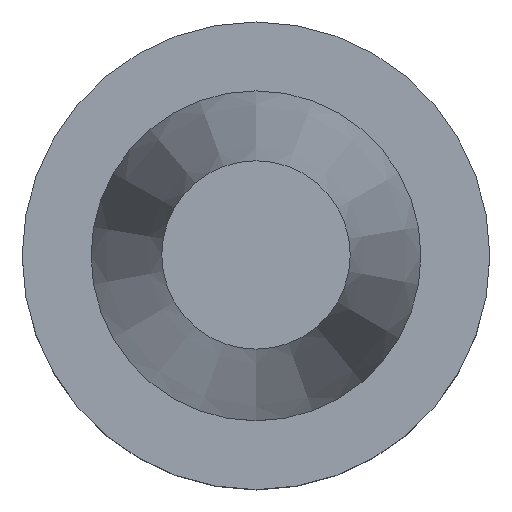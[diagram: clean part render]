
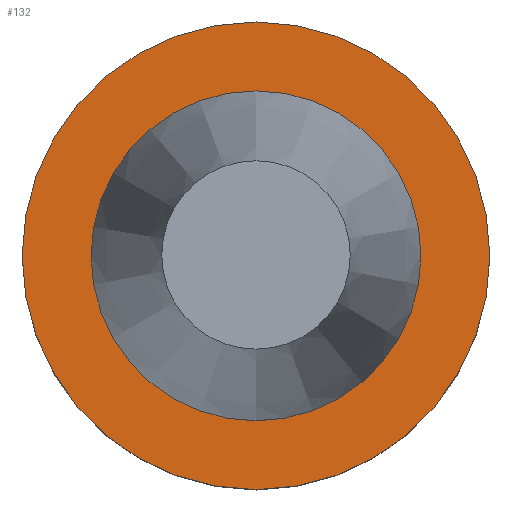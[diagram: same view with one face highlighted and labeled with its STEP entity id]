
A CAD part, top view. The second image highlights one B-rep face of the part: STEP entity #132.
In plain terms, the highlighted planar face has unit normal (0, 0, 1).
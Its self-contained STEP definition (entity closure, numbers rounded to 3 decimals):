
#83=EDGE_CURVE('Unnamed[1]',#196,#196,#197,.T.);
#123=EDGE_CURVE('Unnamed[1]',#257,#257,#258,.T.);
#132=ADVANCED_FACE('Unnamed[1]',(#270,#271),#272,.T.);
#196=VERTEX_POINT('',#339);
#197=CIRCLE('',#340,22.225);
#257=VERTEX_POINT('',#415);
#258=CIRCLE('',#416,31.5);
#270=FACE_OUTER_BOUND('',#432,.T.);
#271=FACE_BOUND('',#433,.T.);
#272=PLANE('',#434);
#339=CARTESIAN_POINT('',(0.,22.225,-1.));
#340=AXIS2_PLACEMENT_3D('',#492,#493,#494);
#415=CARTESIAN_POINT('',(0.,31.5,-1.));
#416=AXIS2_PLACEMENT_3D('',#558,#559,#560);
#432=EDGE_LOOP('',(#571));
#433=EDGE_LOOP('',(#572));
#434=AXIS2_PLACEMENT_3D('',#573,#574,#575);
#492=CARTESIAN_POINT('',(0.,0.,-1.));
#493=DIRECTION('',(0.,0.,-1.0));
#494=DIRECTION('',(0.,1.0,0.));
#558=CARTESIAN_POINT('',(0.,0.,-1.));
#559=DIRECTION('',(0.,0.,-1.0));
#560=DIRECTION('',(0.,1.0,0.));
#571=ORIENTED_EDGE('',*,*,#123,.F.);
#572=ORIENTED_EDGE('',*,*,#83,.T.);
#573=CARTESIAN_POINT('',(0.,26.862,-1.));
#574=DIRECTION('',(0.,0.,1.0));
#575=DIRECTION('',(0.,-1.0,0.));
